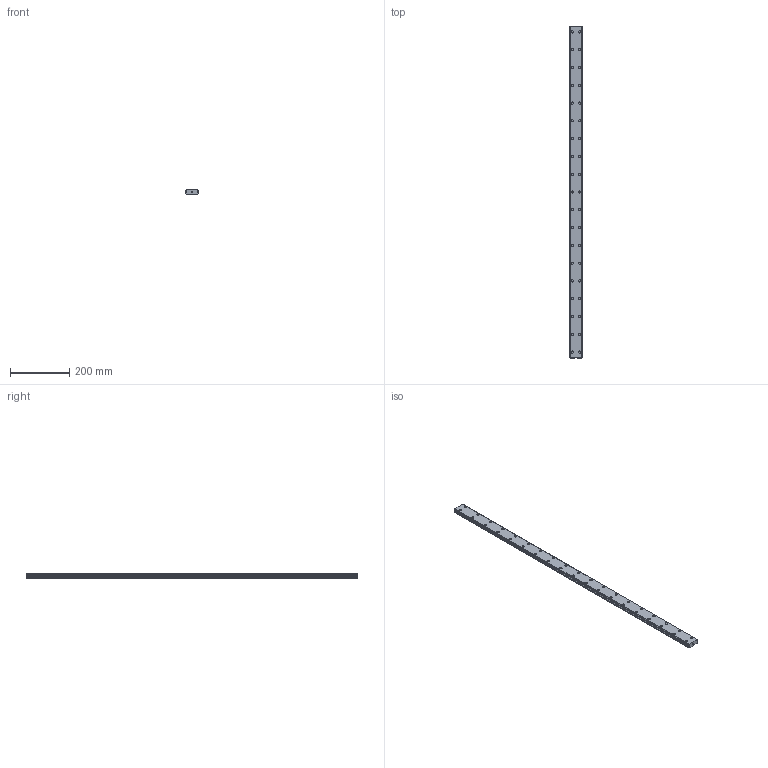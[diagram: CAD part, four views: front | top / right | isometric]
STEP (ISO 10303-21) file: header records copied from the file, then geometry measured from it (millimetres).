
FILE_DESCRIPTION(('STEP AP214'),'1');
FILE_NAME('cctmp_78820F59-1AC4-44FF-A273-BABF73A550E3_2021_03_05_12_05_08_0441..stp','2021-03-05T11:05:08',('HIWIN GmbH'),('CADClick - www.CADClick.com'),'Spatial InterOp 3D',' ','unknown authorization');
FILE_SCHEMA(('AUTOMOTIVE_DESIGN'));
Length unit declared in the file: millimetre
Products named in the file (1): WER27R1120H_FILE
Bounding box: 42 x 1120 x 15 mm (x, y, z)
Volume: 651659.7 mm3; surface area: 141830.9 mm2
Topology: 1 solids, 1 shells, 445 faces, 975 edges, 650 vertices
Faces by surface type: cylinder 246, plane 199
Entity records: 16005 total; most frequent: DIRECTION 2359, CARTESIAN_POINT 2071, ORIENTED_EDGE 1950, EDGE_CURVE 975, AXIS2_PLACEMENT_3D 938, VERTEX_POINT 650, EDGE_LOOP 563, CIRCLE 492
